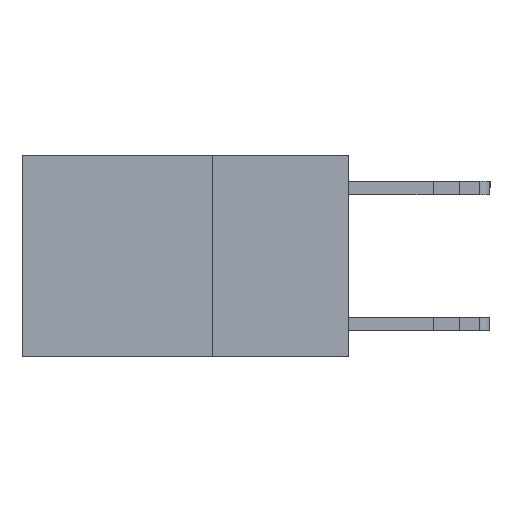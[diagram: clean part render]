
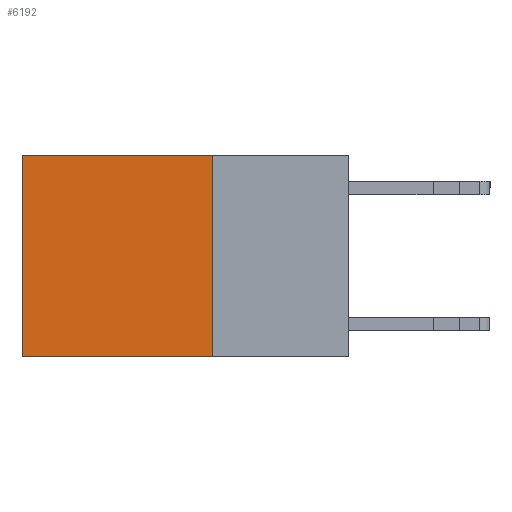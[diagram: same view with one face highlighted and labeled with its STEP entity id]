
A CAD part, left-side view. The second image highlights one B-rep face of the part: STEP entity #6192.
In plain terms, the highlighted planar face has unit normal (-1, 0, 0).
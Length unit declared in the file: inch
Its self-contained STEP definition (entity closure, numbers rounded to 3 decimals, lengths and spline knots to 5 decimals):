
#2086 = ORIENTED_EDGE ( 'NONE', *, *, #12198, .F. ) ;
#3146 = CARTESIAN_POINT ( 'NONE',  ( 0.2625, 0.25, 0. ) ) ;
#3306 = FACE_OUTER_BOUND ( 'NONE', #13561, .T. ) ;
#3571 = ORIENTED_EDGE ( 'NONE', *, *, #11992, .T. ) ;
#3853 = VERTEX_POINT ( 'NONE', #17685 ) ;
#4207 = DIRECTION ( 'NONE',  ( 0., 0., -1. ) ) ;
#4498 = ORIENTED_EDGE ( 'NONE', *, *, #16065, .T. ) ;
#5123 = VECTOR ( 'NONE', #4207, 39.37008 ) ;
#5911 = CARTESIAN_POINT ( 'NONE',  ( 0.2625, 0.6, 0. ) ) ;
#6192 = ADVANCED_FACE ( 'NONE', ( #3306 ), #12372, .F. ) ;
#6600 = DIRECTION ( 'NONE',  ( 0., 0., -1. ) ) ;
#6676 = VECTOR ( 'NONE', #22355, 39.37008 ) ;
#7224 = DIRECTION ( 'NONE',  ( 0., 1., 0. ) ) ;
#8226 = CARTESIAN_POINT ( 'NONE',  ( 0.2625, 0.25, -0.37 ) ) ;
#8581 = CARTESIAN_POINT ( 'NONE',  ( 0.2625, 0.6, 0. ) ) ;
#8889 = VERTEX_POINT ( 'NONE', #8226 ) ;
#9315 = VECTOR ( 'NONE', #7224, 39.37008 ) ;
#10616 = DIRECTION ( 'NONE',  ( 0., 1., 0. ) ) ;
#11992 = EDGE_CURVE ( 'NONE', #22950, #3853, #16997, .T. ) ;
#12198 = EDGE_CURVE ( 'NONE', #23411, #8889, #18361, .T. ) ;
#12372 = PLANE ( 'NONE',  #15798 ) ;
#12488 = ORIENTED_EDGE ( 'NONE', *, *, #17625, .F. ) ;
#12737 = CARTESIAN_POINT ( 'NONE',  ( 0.2625, 0.25, -0.37 ) ) ;
#13561 = EDGE_LOOP ( 'NONE', ( #3571, #12488, #2086, #4498 ) ) ;
#14417 = LINE ( 'NONE', #3146, #16974 ) ;
#14432 = CARTESIAN_POINT ( 'NONE',  ( 0.2625, 0.25, 0. ) ) ;
#14494 = CARTESIAN_POINT ( 'NONE',  ( 0.2625, 0.25, 0. ) ) ;
#15798 = AXIS2_PLACEMENT_3D ( 'NONE', #19903, #23416, #6600 ) ;
#16065 = EDGE_CURVE ( 'NONE', #23411, #22950, #14417, .T. ) ;
#16564 = LINE ( 'NONE', #12737, #9315 ) ;
#16974 = VECTOR ( 'NONE', #10616, 39.37008 ) ;
#16997 = LINE ( 'NONE', #5911, #5123 ) ;
#17625 = EDGE_CURVE ( 'NONE', #8889, #3853, #16564, .T. ) ;
#17685 = CARTESIAN_POINT ( 'NONE',  ( 0.2625, 0.6, -0.37 ) ) ;
#18361 = LINE ( 'NONE', #14494, #6676 ) ;
#19903 = CARTESIAN_POINT ( 'NONE',  ( 0.2625, 0.25, 0. ) ) ;
#22355 = DIRECTION ( 'NONE',  ( 0., 0., -1. ) ) ;
#22950 = VERTEX_POINT ( 'NONE', #8581 ) ;
#23411 = VERTEX_POINT ( 'NONE', #14432 ) ;
#23416 = DIRECTION ( 'NONE',  ( 1., 0., 0. ) ) ;
